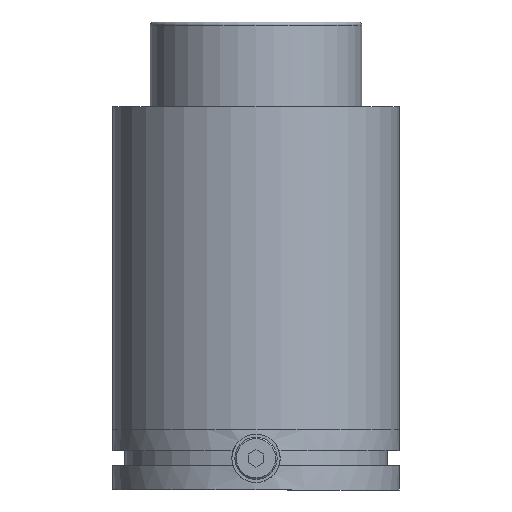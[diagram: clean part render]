
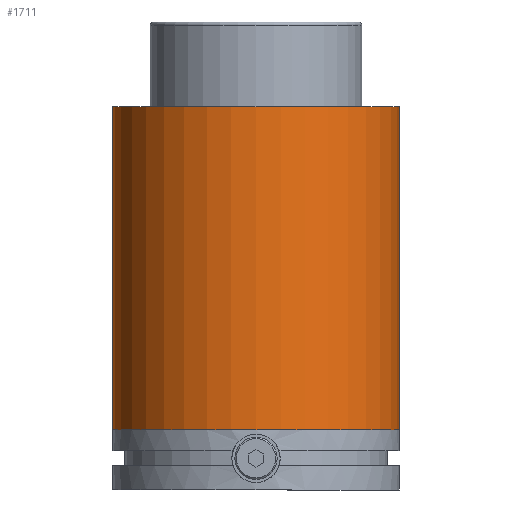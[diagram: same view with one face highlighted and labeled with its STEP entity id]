
A CAD part, front view. The second image highlights one B-rep face of the part: STEP entity #1711.
In plain terms, the highlighted cylindrical face has radius 47.5 mm (diameter 95 mm), a partial arc.
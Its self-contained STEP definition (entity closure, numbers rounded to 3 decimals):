
#8 = CARTESIAN_POINT ( 'NONE',  ( -47.5, 0., 0. ) ) ;
#19 = EDGE_CURVE ( 'NONE', #870, #2014, #1766, .T. ) ;
#154 = EDGE_CURVE ( 'NONE', #160, #870, #1437, .T. ) ;
#160 = VERTEX_POINT ( 'NONE', #2074 ) ;
#273 = DIRECTION ( 'NONE',  ( 0., 0., -1. ) ) ;
#287 = DIRECTION ( 'NONE',  ( -1., 0., 0. ) ) ;
#321 = CIRCLE ( 'NONE', #761, 47.5 ) ;
#330 = DIRECTION ( 'NONE',  ( -1., 0., 0. ) ) ;
#354 = LINE ( 'NONE', #1743, #2249 ) ;
#610 = VERTEX_POINT ( 'NONE', #942 ) ;
#716 = FACE_OUTER_BOUND ( 'NONE', #1588, .T. ) ;
#761 = AXIS2_PLACEMENT_3D ( 'NONE', #999, #1170, #330 ) ;
#825 = DIRECTION ( 'NONE',  ( -1., 0., 0. ) ) ;
#836 = DIRECTION ( 'NONE',  ( 0., 0., 1. ) ) ;
#843 = CARTESIAN_POINT ( 'NONE',  ( 0., 0., 20. ) ) ;
#870 = VERTEX_POINT ( 'NONE', #1499 ) ;
#900 = ORIENTED_EDGE ( 'NONE', *, *, #154, .T. ) ;
#942 = CARTESIAN_POINT ( 'NONE',  ( 47.5, 0., 127. ) ) ;
#999 = CARTESIAN_POINT ( 'NONE',  ( 0., 0., 127. ) ) ;
#1022 = DIRECTION ( 'NONE',  ( 0., 0., -1. ) ) ;
#1139 = CYLINDRICAL_SURFACE ( 'NONE', #1603, 47.5 ) ;
#1170 = DIRECTION ( 'NONE',  ( 0., 0., -1. ) ) ;
#1227 = ORIENTED_EDGE ( 'NONE', *, *, #1987, .F. ) ;
#1231 = DIRECTION ( 'NONE',  ( 0., 0., -1. ) ) ;
#1266 = VECTOR ( 'NONE', #273, 1000. ) ;
#1357 = CARTESIAN_POINT ( 'NONE',  ( 0., 0., 0. ) ) ;
#1403 = ORIENTED_EDGE ( 'NONE', *, *, #2308, .T. ) ;
#1437 = LINE ( 'NONE', #8, #1266 ) ;
#1499 = CARTESIAN_POINT ( 'NONE',  ( -47.5, 0., 20. ) ) ;
#1588 = EDGE_LOOP ( 'NONE', ( #1227, #1403, #900, #1846 ) ) ;
#1603 = AXIS2_PLACEMENT_3D ( 'NONE', #1357, #1231, #287 ) ;
#1608 = CARTESIAN_POINT ( 'NONE',  ( 47.5, 0., 20. ) ) ;
#1711 = ADVANCED_FACE ( 'NONE', ( #716 ), #1139, .T. ) ;
#1743 = CARTESIAN_POINT ( 'NONE',  ( 47.5, 0., 0. ) ) ;
#1766 = CIRCLE ( 'NONE', #1954, 47.5 ) ;
#1846 = ORIENTED_EDGE ( 'NONE', *, *, #19, .T. ) ;
#1954 = AXIS2_PLACEMENT_3D ( 'NONE', #843, #836, #825 ) ;
#1987 = EDGE_CURVE ( 'NONE', #610, #2014, #354, .T. ) ;
#2014 = VERTEX_POINT ( 'NONE', #1608 ) ;
#2074 = CARTESIAN_POINT ( 'NONE',  ( -47.5, 0., 127. ) ) ;
#2249 = VECTOR ( 'NONE', #1022, 1000. ) ;
#2308 = EDGE_CURVE ( 'NONE', #610, #160, #321, .T. ) ;
